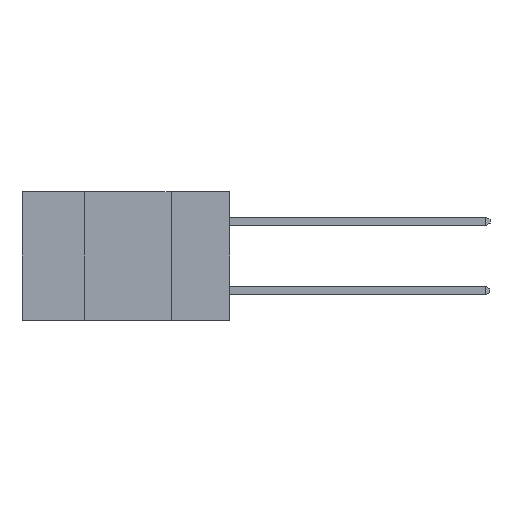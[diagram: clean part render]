
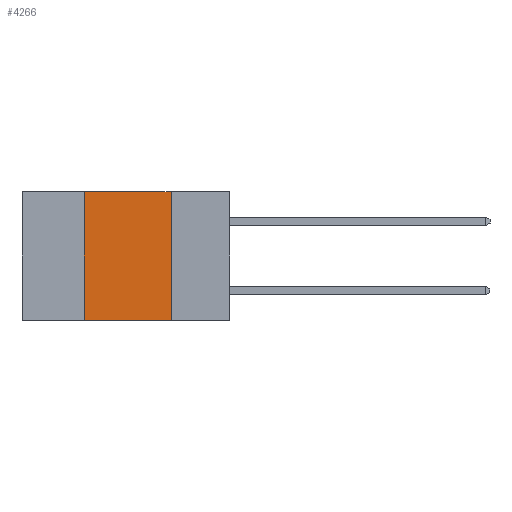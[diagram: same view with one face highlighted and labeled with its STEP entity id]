
A CAD part, left-side view. The second image highlights one B-rep face of the part: STEP entity #4266.
In plain terms, the highlighted planar face has unit normal (-1, 0, 0).
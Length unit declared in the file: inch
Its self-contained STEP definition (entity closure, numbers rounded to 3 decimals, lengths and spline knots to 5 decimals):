
#124 = VECTOR ( 'NONE', #5464, 39.37008 ) ;
#753 = CARTESIAN_POINT ( 'NONE',  ( 0., 0.17, 0. ) ) ;
#778 = EDGE_LOOP ( 'NONE', ( #6111, #1488, #8566, #2897 ) ) ;
#1464 = PLANE ( 'NONE',  #7973 ) ;
#1486 = CARTESIAN_POINT ( 'NONE',  ( 0., 0.6, 0. ) ) ;
#1488 = ORIENTED_EDGE ( 'NONE', *, *, #7383, .F. ) ;
#2221 = LINE ( 'NONE', #3516, #8626 ) ;
#2449 = VERTEX_POINT ( 'NONE', #753 ) ;
#2748 = DIRECTION ( 'NONE',  ( 1., 0., 0. ) ) ;
#2789 = VERTEX_POINT ( 'NONE', #4808 ) ;
#2897 = ORIENTED_EDGE ( 'NONE', *, *, #7281, .T. ) ;
#3239 = VECTOR ( 'NONE', #4719, 39.37008 ) ;
#3341 = VERTEX_POINT ( 'NONE', #8123 ) ;
#3396 = EDGE_CURVE ( 'NONE', #2449, #3341, #6213, .T. ) ;
#3516 = CARTESIAN_POINT ( 'NONE',  ( 0., 0.6, 0. ) ) ;
#4124 = VECTOR ( 'NONE', #4281, 39.37008 ) ;
#4266 = ADVANCED_FACE ( 'NONE', ( #8786 ), #1464, .F. ) ;
#4281 = DIRECTION ( 'NONE',  ( 0., 0., 1. ) ) ;
#4389 = LINE ( 'NONE', #6189, #4124 ) ;
#4719 = DIRECTION ( 'NONE',  ( 0., -1., 0. ) ) ;
#4808 = CARTESIAN_POINT ( 'NONE',  ( 0., 0.42, -0.37 ) ) ;
#5464 = DIRECTION ( 'NONE',  ( 0., 0., -1. ) ) ;
#5646 = CARTESIAN_POINT ( 'NONE',  ( 0., 0.42, 0. ) ) ;
#5828 = CARTESIAN_POINT ( 'NONE',  ( 0., 0.17, 0. ) ) ;
#6111 = ORIENTED_EDGE ( 'NONE', *, *, #3396, .F. ) ;
#6189 = CARTESIAN_POINT ( 'NONE',  ( 0., 0.42, 0. ) ) ;
#6213 = LINE ( 'NONE', #5828, #124 ) ;
#6807 = VERTEX_POINT ( 'NONE', #5646 ) ;
#7228 = DIRECTION ( 'NONE',  ( 0., -1., 0. ) ) ;
#7281 = EDGE_CURVE ( 'NONE', #2789, #3341, #7300, .T. ) ;
#7300 = LINE ( 'NONE', #8906, #3239 ) ;
#7383 = EDGE_CURVE ( 'NONE', #6807, #2449, #2221, .T. ) ;
#7396 = EDGE_CURVE ( 'NONE', #2789, #6807, #4389, .T. ) ;
#7973 = AXIS2_PLACEMENT_3D ( 'NONE', #1486, #2748, #9886 ) ;
#8123 = CARTESIAN_POINT ( 'NONE',  ( 0., 0.17, -0.37 ) ) ;
#8566 = ORIENTED_EDGE ( 'NONE', *, *, #7396, .F. ) ;
#8626 = VECTOR ( 'NONE', #7228, 39.37008 ) ;
#8786 = FACE_OUTER_BOUND ( 'NONE', #778, .T. ) ;
#8906 = CARTESIAN_POINT ( 'NONE',  ( 0., 0.6, -0.37 ) ) ;
#9886 = DIRECTION ( 'NONE',  ( 0., 0., -1. ) ) ;
